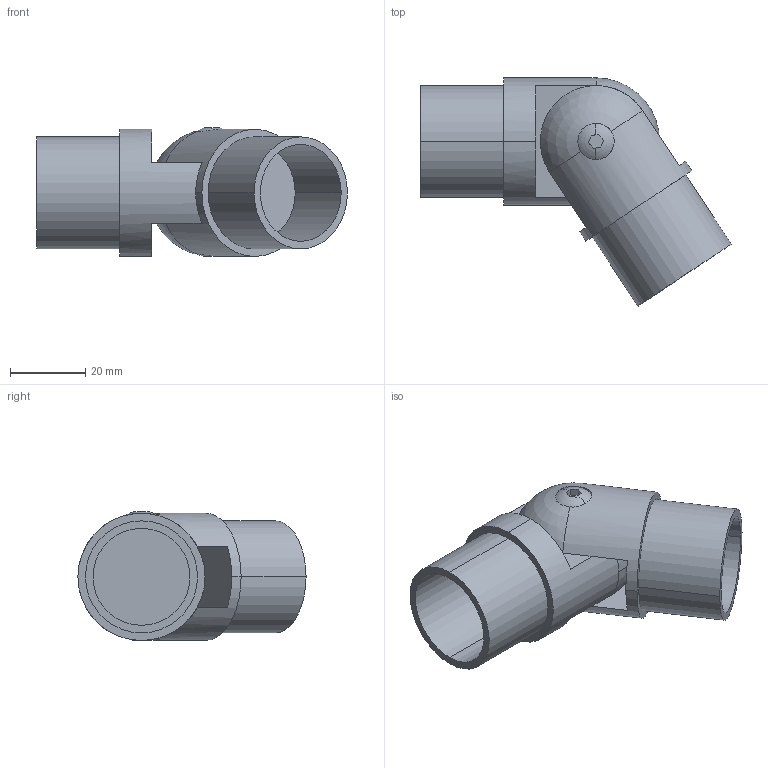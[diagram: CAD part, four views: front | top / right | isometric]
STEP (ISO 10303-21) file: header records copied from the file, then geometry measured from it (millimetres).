
FILE_DESCRIPTION (( 'STEP AP203' ), '1' );
FILE_NAME ('3D_GR1084_33.7x2_188701720.SLDPRT.STEP', '2024-10-12T10:05:12', ( '' ), ( '' ), 'SwSTEP 2.0', 'SolidWorks 2024', '' );
FILE_SCHEMA (( 'CONFIG_CONTROL_DESIGN' ));
Length unit declared in the file: millimetre
Products named in the file (1): 3D_GR1084_33.7x2_188701720.SLDPRT
Bounding box: 82.39 x 60.47 x 34.16 mm (x, y, z)
Volume: 40945.2 mm3; surface area: 20020.9 mm2
Topology: 3 solids, 3 shells, 61 faces, 150 edges, 99 vertices
Faces by surface type: plane 29, cylinder 24, sphere 4, torus 4
Entity records: 2005 total; most frequent: CARTESIAN_POINT 441, DIRECTION 324, ORIENTED_EDGE 300, EDGE_CURVE 150, AXIS2_PLACEMENT_3D 132, VERTEX_POINT 99, EDGE_LOOP 71, CIRCLE 70
